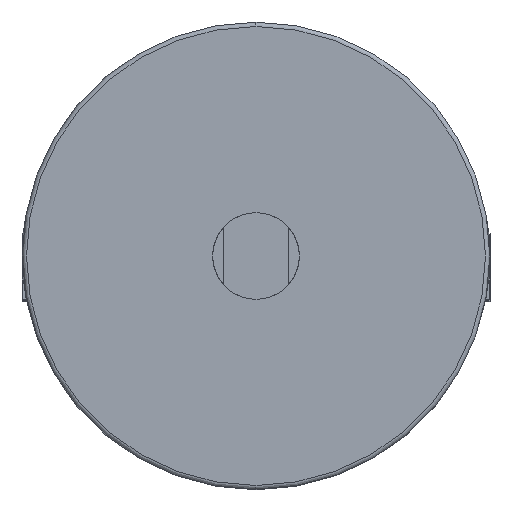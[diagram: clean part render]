
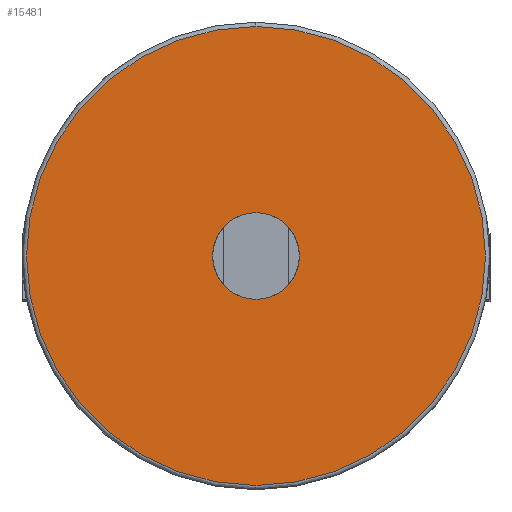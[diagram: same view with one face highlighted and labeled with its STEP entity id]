
A CAD part, left-side view. The second image highlights one B-rep face of the part: STEP entity #15481.
In plain terms, the highlighted planar face has unit normal (-1, 0, 0).
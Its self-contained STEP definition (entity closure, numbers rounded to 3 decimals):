
#130 = CARTESIAN_POINT ( 'NONE',  ( -575., 0., 0. ) ) ;
#265 = AXIS2_PLACEMENT_3D ( 'NONE', #8750, #2489, #11244 ) ;
#1047 = DIRECTION ( 'NONE',  ( -1., 0., 0. ) ) ;
#1253 = VERTEX_POINT ( 'NONE', #7368 ) ;
#1450 = DIRECTION ( 'NONE',  ( 0., 0., 1. ) ) ;
#2434 = PLANE ( 'NONE',  #265 ) ;
#2489 = DIRECTION ( 'NONE',  ( -1., 0., 0. ) ) ;
#3218 = DIRECTION ( 'NONE',  ( -1., 0., 0. ) ) ;
#3506 = AXIS2_PLACEMENT_3D ( 'NONE', #8596, #1047, #9842 ) ;
#4438 = DIRECTION ( 'NONE',  ( -1., 0., 0. ) ) ;
#4815 = EDGE_LOOP ( 'NONE', ( #13100, #7349 ) ) ;
#4874 = CIRCLE ( 'NONE', #10275, 53. ) ;
#4995 = CARTESIAN_POINT ( 'NONE',  ( -575., 0., -53. ) ) ;
#5114 = EDGE_CURVE ( 'NONE', #1253, #12028, #11168, .T. ) ;
#5632 = FACE_BOUND ( 'NONE', #13626, .T. ) ;
#6618 = VERTEX_POINT ( 'NONE', #13740 ) ;
#6775 = AXIS2_PLACEMENT_3D ( 'NONE', #130, #8984, #1450 ) ;
#6919 = EDGE_CURVE ( 'NONE', #12028, #1253, #8971, .T. ) ;
#6989 = VERTEX_POINT ( 'NONE', #4995 ) ;
#7349 = ORIENTED_EDGE ( 'NONE', *, *, #8592, .T. ) ;
#7368 = CARTESIAN_POINT ( 'NONE',  ( -575., 0., 10. ) ) ;
#7948 = ORIENTED_EDGE ( 'NONE', *, *, #5114, .F. ) ;
#8592 = EDGE_CURVE ( 'NONE', #6989, #6618, #15375, .T. ) ;
#8596 = CARTESIAN_POINT ( 'NONE',  ( -575., 0., 0. ) ) ;
#8750 = CARTESIAN_POINT ( 'NONE',  ( -575., 54., 0. ) ) ;
#8926 = FACE_OUTER_BOUND ( 'NONE', #4815, .T. ) ;
#8937 = AXIS2_PLACEMENT_3D ( 'NONE', #11908, #4438, #13044 ) ;
#8971 = CIRCLE ( 'NONE', #3506, 10. ) ;
#8984 = DIRECTION ( 'NONE',  ( -1., 0., 0. ) ) ;
#9842 = DIRECTION ( 'NONE',  ( 0., 0., 1. ) ) ;
#10077 = ORIENTED_EDGE ( 'NONE', *, *, #6919, .F. ) ;
#10275 = AXIS2_PLACEMENT_3D ( 'NONE', #10718, #3218, #11971 ) ;
#10718 = CARTESIAN_POINT ( 'NONE',  ( -575., 0., 0. ) ) ;
#11168 = CIRCLE ( 'NONE', #8937, 10. ) ;
#11244 = DIRECTION ( 'NONE',  ( 0., 0., 1. ) ) ;
#11908 = CARTESIAN_POINT ( 'NONE',  ( -575., 0., 0. ) ) ;
#11971 = DIRECTION ( 'NONE',  ( 0., 0., 1. ) ) ;
#12028 = VERTEX_POINT ( 'NONE', #12726 ) ;
#12726 = CARTESIAN_POINT ( 'NONE',  ( -575., 0., -10. ) ) ;
#13044 = DIRECTION ( 'NONE',  ( 0., 0., 1. ) ) ;
#13099 = EDGE_CURVE ( 'NONE', #6618, #6989, #4874, .T. ) ;
#13100 = ORIENTED_EDGE ( 'NONE', *, *, #13099, .T. ) ;
#13626 = EDGE_LOOP ( 'NONE', ( #10077, #7948 ) ) ;
#13740 = CARTESIAN_POINT ( 'NONE',  ( -575., 0., 53. ) ) ;
#15375 = CIRCLE ( 'NONE', #6775, 53. ) ;
#15481 = ADVANCED_FACE ( 'NONE', ( #8926, #5632 ), #2434, .T. ) ;
